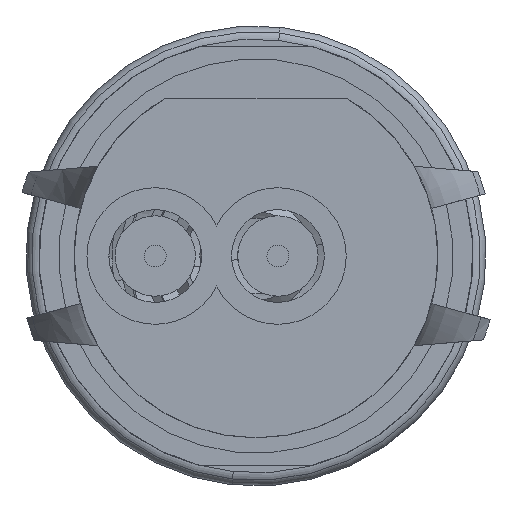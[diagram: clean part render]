
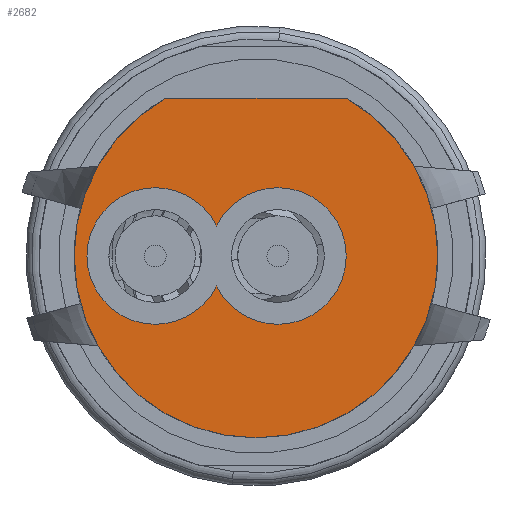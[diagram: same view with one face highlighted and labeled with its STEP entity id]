
A CAD part, front view. The second image highlights one B-rep face of the part: STEP entity #2682.
In plain terms, the highlighted planar face has unit normal (0, -1, 0).
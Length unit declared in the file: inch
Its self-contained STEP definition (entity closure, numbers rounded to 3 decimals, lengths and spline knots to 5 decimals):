
#30 = AXIS2_PLACEMENT_3D ( 'NONE', #3988, #10701, #4962 ) ;
#359 = ORIENTED_EDGE ( 'NONE', *, *, #5041, .F. ) ;
#433 = FACE_OUTER_BOUND ( 'NONE', #9567, .T. ) ;
#676 = PLANE ( 'NONE',  #879 ) ;
#700 = VERTEX_POINT ( 'NONE', #10995 ) ;
#879 = AXIS2_PLACEMENT_3D ( 'NONE', #1643, #3593, #10297 ) ;
#1023 = CARTESIAN_POINT ( 'NONE',  ( 0.03, -1.062, 0.0935 ) ) ;
#1065 = CIRCLE ( 'NONE', #3033, 0.0935 ) ;
#1100 = CIRCLE ( 'NONE', #1437, 0.0935 ) ;
#1279 = VERTEX_POINT ( 'NONE', #6364 ) ;
#1341 = EDGE_CURVE ( 'NONE', #4042, #3009, #4136, .T. ) ;
#1399 = EDGE_CURVE ( 'NONE', #2793, #6863, #3485, .T. ) ;
#1437 = AXIS2_PLACEMENT_3D ( 'NONE', #9439, #3708, #10405 ) ;
#1643 = CARTESIAN_POINT ( 'NONE',  ( 0., -1.062, 0. ) ) ;
#1958 = LINE ( 'NONE', #5394, #11589 ) ;
#2395 = CARTESIAN_POINT ( 'NONE',  ( 0., -1.062, 0. ) ) ;
#2597 = CIRCLE ( 'NONE', #5082, 0.0935 ) ;
#2682 = ADVANCED_FACE ( 'NONE', ( #433, #10355 ), #676, .F. ) ;
#2793 = VERTEX_POINT ( 'NONE', #3754 ) ;
#3009 = VERTEX_POINT ( 'NONE', #7828 ) ;
#3033 = AXIS2_PLACEMENT_3D ( 'NONE', #4895, #11602, #5863 ) ;
#3086 = ORIENTED_EDGE ( 'NONE', *, *, #11716, .F. ) ;
#3222 = ORIENTED_EDGE ( 'NONE', *, *, #1399, .F. ) ;
#3369 = DIRECTION ( 'NONE',  ( 0., 0., 1. ) ) ;
#3485 = CIRCLE ( 'NONE', #10055, 0.0935 ) ;
#3593 = DIRECTION ( 'NONE',  ( 0., 1., 0. ) ) ;
#3708 = DIRECTION ( 'NONE',  ( 0., -1., 0. ) ) ;
#3754 = CARTESIAN_POINT ( 'NONE',  ( -0.138, -1.062, -0.0935 ) ) ;
#3969 = CARTESIAN_POINT ( 'NONE',  ( -0.138, -1.062, 0.0935 ) ) ;
#3988 = CARTESIAN_POINT ( 'NONE',  ( -0.138, -1.062, 0. ) ) ;
#4042 = VERTEX_POINT ( 'NONE', #1023 ) ;
#4136 = CIRCLE ( 'NONE', #6856, 0.0935 ) ;
#4192 = CARTESIAN_POINT ( 'NONE',  ( -0.054, -1.062, -0.04106 ) ) ;
#4289 = CARTESIAN_POINT ( 'NONE',  ( 0.03, -1.062, 0. ) ) ;
#4784 = DIRECTION ( 'NONE',  ( 0., -1., 0. ) ) ;
#4895 = CARTESIAN_POINT ( 'NONE',  ( -0.138, -1.062, 0. ) ) ;
#4962 = DIRECTION ( 'NONE',  ( 0., 0., -1. ) ) ;
#5041 = EDGE_CURVE ( 'NONE', #1279, #4042, #1100, .T. ) ;
#5082 = AXIS2_PLACEMENT_3D ( 'NONE', #4289, #11006, #5252 ) ;
#5252 = DIRECTION ( 'NONE',  ( 0., 0., -1. ) ) ;
#5394 = CARTESIAN_POINT ( 'NONE',  ( -0.12387, -1.062, 0.216 ) ) ;
#5432 = EDGE_CURVE ( 'NONE', #6863, #1279, #2597, .T. ) ;
#5846 = AXIS2_PLACEMENT_3D ( 'NONE', #2395, #9105, #3369 ) ;
#5863 = DIRECTION ( 'NONE',  ( 0., 0., -1. ) ) ;
#6331 = ORIENTED_EDGE ( 'NONE', *, *, #1341, .F. ) ;
#6364 = CARTESIAN_POINT ( 'NONE',  ( 0.03, -1.062, -0.0935 ) ) ;
#6531 = DIRECTION ( 'NONE',  ( 0., 0., -1. ) ) ;
#6579 = DIRECTION ( 'NONE',  ( 0., -1., 0. ) ) ;
#6611 = CARTESIAN_POINT ( 'NONE',  ( 0.03, -1.062, 0. ) ) ;
#6856 = AXIS2_PLACEMENT_3D ( 'NONE', #6611, #6579, #6531 ) ;
#6863 = VERTEX_POINT ( 'NONE', #4192 ) ;
#6865 = CIRCLE ( 'NONE', #5846, 0.249 ) ;
#6993 = ORIENTED_EDGE ( 'NONE', *, *, #10402, .F. ) ;
#7267 = VERTEX_POINT ( 'NONE', #8894 ) ;
#7502 = DIRECTION ( 'NONE',  ( 0., 0., -1. ) ) ;
#7828 = CARTESIAN_POINT ( 'NONE',  ( -0.054, -1.062, 0.04106 ) ) ;
#7843 = CIRCLE ( 'NONE', #30, 0.0935 ) ;
#8159 = ORIENTED_EDGE ( 'NONE', *, *, #10733, .F. ) ;
#8193 = ORIENTED_EDGE ( 'NONE', *, *, #5432, .F. ) ;
#8894 = CARTESIAN_POINT ( 'NONE',  ( 0.12387, -1.062, 0.216 ) ) ;
#8915 = VERTEX_POINT ( 'NONE', #3969 ) ;
#9105 = DIRECTION ( 'NONE',  ( 0., 1., 0. ) ) ;
#9216 = DIRECTION ( 'NONE',  ( 1., 0., 0. ) ) ;
#9439 = CARTESIAN_POINT ( 'NONE',  ( 0.03, -1.062, 0. ) ) ;
#9483 = CARTESIAN_POINT ( 'NONE',  ( -0.138, -1.062, 0. ) ) ;
#9567 = EDGE_LOOP ( 'NONE', ( #8159, #3086 ) ) ;
#9709 = EDGE_LOOP ( 'NONE', ( #12397, #6331, #359, #8193, #3222, #6993 ) ) ;
#10006 = EDGE_CURVE ( 'NONE', #3009, #8915, #7843, .T. ) ;
#10055 = AXIS2_PLACEMENT_3D ( 'NONE', #9483, #4784, #7502 ) ;
#10297 = DIRECTION ( 'NONE',  ( 0., 0., 1. ) ) ;
#10355 = FACE_BOUND ( 'NONE', #9709, .T. ) ;
#10402 = EDGE_CURVE ( 'NONE', #8915, #2793, #1065, .T. ) ;
#10405 = DIRECTION ( 'NONE',  ( 0., 0., -1. ) ) ;
#10701 = DIRECTION ( 'NONE',  ( 0., -1., 0. ) ) ;
#10733 = EDGE_CURVE ( 'NONE', #700, #7267, #1958, .T. ) ;
#10995 = CARTESIAN_POINT ( 'NONE',  ( -0.12387, -1.062, 0.216 ) ) ;
#11006 = DIRECTION ( 'NONE',  ( 0., -1., 0. ) ) ;
#11589 = VECTOR ( 'NONE', #9216, 39.37008 ) ;
#11602 = DIRECTION ( 'NONE',  ( 0., -1., 0. ) ) ;
#11716 = EDGE_CURVE ( 'NONE', #7267, #700, #6865, .T. ) ;
#12397 = ORIENTED_EDGE ( 'NONE', *, *, #10006, .F. ) ;
